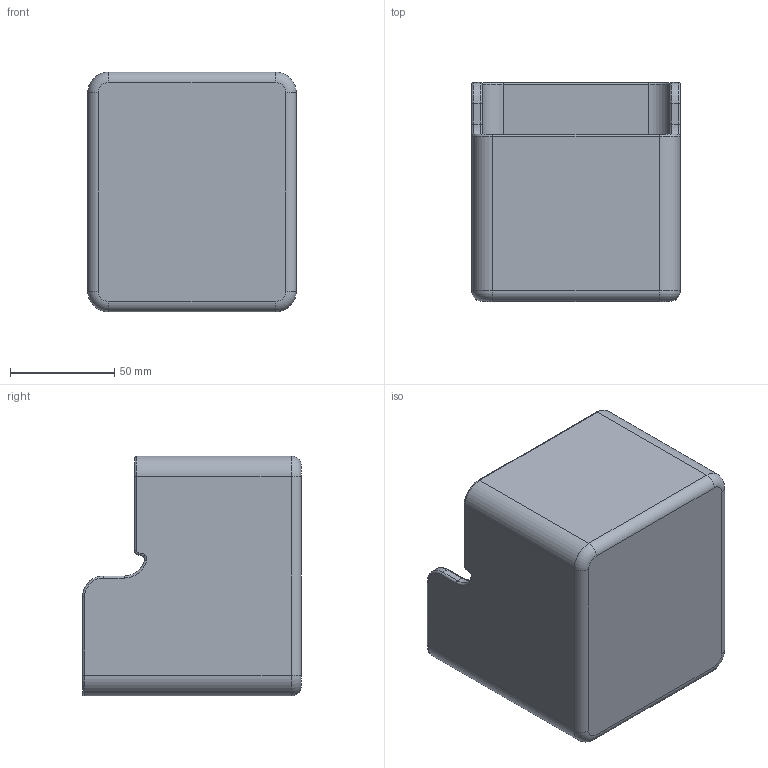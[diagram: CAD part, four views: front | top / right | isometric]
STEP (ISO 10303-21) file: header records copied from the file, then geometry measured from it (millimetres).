
FILE_DESCRIPTION (( 'STEP AP203' ), '1' );
FILE_NAME ('pen stand.STEP', '2023-12-23T10:49:19', ( '' ), ( '' ), 'SwSTEP 2.0', 'SolidWorks 2022', '' );
FILE_SCHEMA (( 'CONFIG_CONTROL_DESIGN' ));
Length unit declared in the file: millimetre
Products named in the file (1): pen stand
Bounding box: 100 x 105 x 115 mm (x, y, z)
Volume: 287632.2 mm3; surface area: 116230.9 mm2
Topology: 1 solids, 1 shells, 131 faces, 319 edges, 190 vertices
Faces by surface type: cylinder 60, torus 39, plane 30, bspline 2
Entity records: 4005 total; most frequent: CARTESIAN_POINT 780, DIRECTION 726, ORIENTED_EDGE 638, EDGE_CURVE 319, AXIS2_PLACEMENT_3D 292, VERTEX_POINT 190, CIRCLE 162, VECTOR 142
